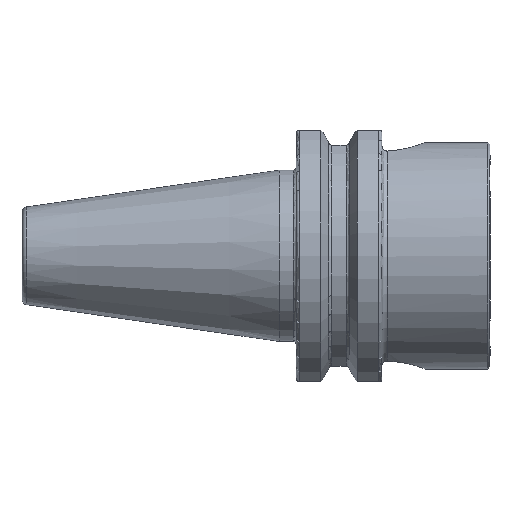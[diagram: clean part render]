
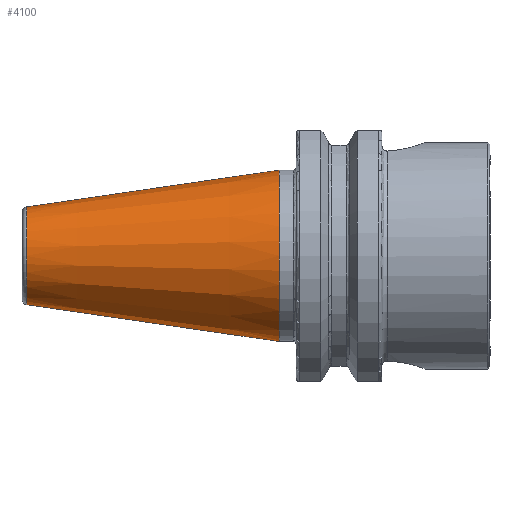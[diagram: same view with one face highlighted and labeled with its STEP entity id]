
A CAD part, front view. The second image highlights one B-rep face of the part: STEP entity #4100.
In plain terms, the highlighted conical face has half-angle 8.297 degrees and reference radius 15.875 mm.
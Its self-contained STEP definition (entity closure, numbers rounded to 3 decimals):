
#65 = CIRCLE ( 'NONE', #540, 9.051 ) ;
#207 = VERTEX_POINT ( 'NONE', #3277 ) ;
#540 = AXIS2_PLACEMENT_3D ( 'NONE', #4795, #1580, #5325 ) ;
#582 = LINE ( 'NONE', #2823, #6149 ) ;
#584 = DIRECTION ( 'NONE',  ( 0.99, 0., -0.144 ) ) ;
#924 = AXIS2_PLACEMENT_3D ( 'NONE', #4541, #4521, #4497 ) ;
#1371 = ORIENTED_EDGE ( 'NONE', *, *, #4721, .T. ) ;
#1548 = ORIENTED_EDGE ( 'NONE', *, *, #6749, .F. ) ;
#1580 = DIRECTION ( 'NONE',  ( -1., 0., 0. ) ) ;
#1737 = CIRCLE ( 'NONE', #924, 15.875 ) ;
#2181 = EDGE_CURVE ( 'NONE', #207, #2909, #1737, .T. ) ;
#2323 = CARTESIAN_POINT ( 'NONE',  ( -46.794, 0., -9.051 ) ) ;
#2399 = VECTOR ( 'NONE', #584, 1000. ) ;
#2540 = DIRECTION ( 'NONE',  ( 1., 0., 0. ) ) ;
#2573 = LINE ( 'NONE', #3840, #2399 ) ;
#2580 = CONICAL_SURFACE ( 'NONE', #5099, 15.875, 0.145 ) ;
#2757 = DIRECTION ( 'NONE',  ( 0., 0., -1. ) ) ;
#2823 = CARTESIAN_POINT ( 'NONE',  ( 0., 0., 15.875 ) ) ;
#2909 = VERTEX_POINT ( 'NONE', #4413 ) ;
#3108 = VERTEX_POINT ( 'NONE', #5887 ) ;
#3277 = CARTESIAN_POINT ( 'NONE',  ( 0., 0., -15.875 ) ) ;
#3813 = FACE_OUTER_BOUND ( 'NONE', #4581, .T. ) ;
#3840 = CARTESIAN_POINT ( 'NONE',  ( 0., 0., -15.875 ) ) ;
#4100 = ADVANCED_FACE ( 'NONE', ( #3813 ), #2580, .T. ) ;
#4413 = CARTESIAN_POINT ( 'NONE',  ( 0., 0., 15.875 ) ) ;
#4497 = DIRECTION ( 'NONE',  ( 0., 0., 1. ) ) ;
#4521 = DIRECTION ( 'NONE',  ( -1., 0., 0. ) ) ;
#4541 = CARTESIAN_POINT ( 'NONE',  ( 0., 0., 0. ) ) ;
#4581 = EDGE_LOOP ( 'NONE', ( #5828, #1548, #1371, #6905 ) ) ;
#4721 = EDGE_CURVE ( 'NONE', #5503, #207, #2573, .T. ) ;
#4795 = CARTESIAN_POINT ( 'NONE',  ( -46.794, 0., 0. ) ) ;
#5099 = AXIS2_PLACEMENT_3D ( 'NONE', #6271, #2540, #2757 ) ;
#5325 = DIRECTION ( 'NONE',  ( 0., 0., 1. ) ) ;
#5503 = VERTEX_POINT ( 'NONE', #2323 ) ;
#5828 = ORIENTED_EDGE ( 'NONE', *, *, #6254, .F. ) ;
#5887 = CARTESIAN_POINT ( 'NONE',  ( -46.794, 0., 9.051 ) ) ;
#6149 = VECTOR ( 'NONE', #6558, 1000. ) ;
#6254 = EDGE_CURVE ( 'NONE', #3108, #2909, #582, .T. ) ;
#6271 = CARTESIAN_POINT ( 'NONE',  ( 0., 0., 0. ) ) ;
#6558 = DIRECTION ( 'NONE',  ( 0.99, 0., 0.144 ) ) ;
#6749 = EDGE_CURVE ( 'NONE', #5503, #3108, #65, .T. ) ;
#6905 = ORIENTED_EDGE ( 'NONE', *, *, #2181, .T. ) ;
